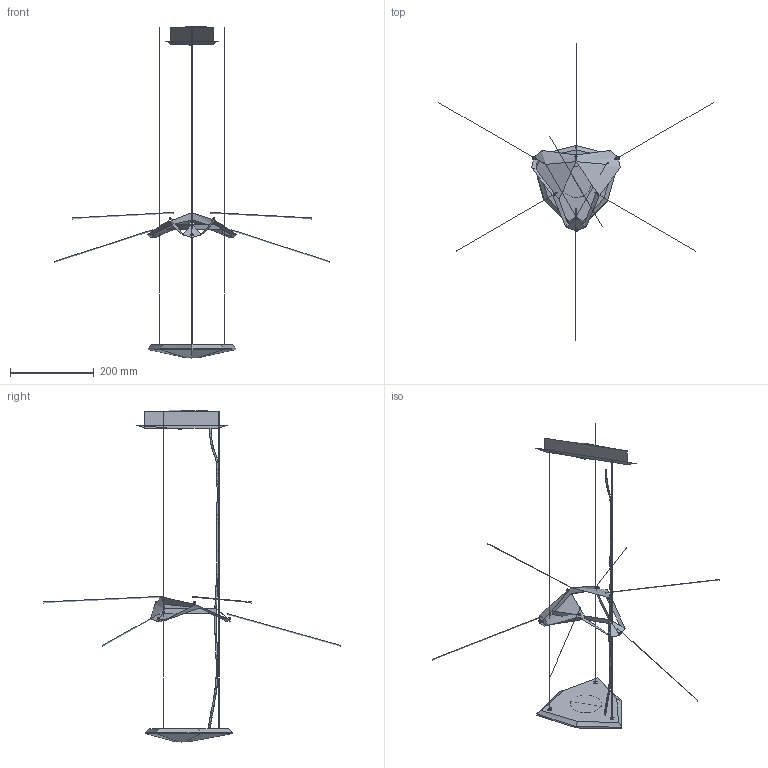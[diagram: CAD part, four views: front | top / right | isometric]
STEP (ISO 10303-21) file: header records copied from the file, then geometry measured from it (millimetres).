
FILE_DESCRIPTION(/* description */ (''),/* implementation_level */ '2;1');
FILE_NAME(/* name */ 'Chlorophilia',/* time_stamp */ '2016-05-05T11:07:04+02:00',/* author */ (''),/* organization */ (''),/* preprocessor_version */ 'ST-DEVELOPER v10',/* originating_system */ '',/* authorisation */ '');
FILE_SCHEMA (('CONFIG_CONTROL_DESIGN'));
Length unit declared in the file: millimetre
Products named in the file (4): 1; 2; 3; 4
Assembly tree (12 placements, depth 2):
  1
    2  x6
    3  x3
    4  x3
Bounding box: 656.47 x 709.73 x 794.07 mm (x, y, z)
Volume: 3591021.7 mm3; surface area: 1163548.6 mm2
Topology: 36 solids, 36 shells, 598 faces, 1489 edges, 924 vertices
Faces by surface type: bspline 476, plane 122
Entity records: 85283 total; most frequent: CARTESIAN_POINT 78965, ORIENTED_EDGE 2252, EDGE_CURVE 1126, VERTEX_POINT 736, EDGE_LOOP 438, ADVANCED_FACE 432, FACE_OUTER_BOUND 432, B_SPLINE_CURVE_WITH_KNOTS 208
